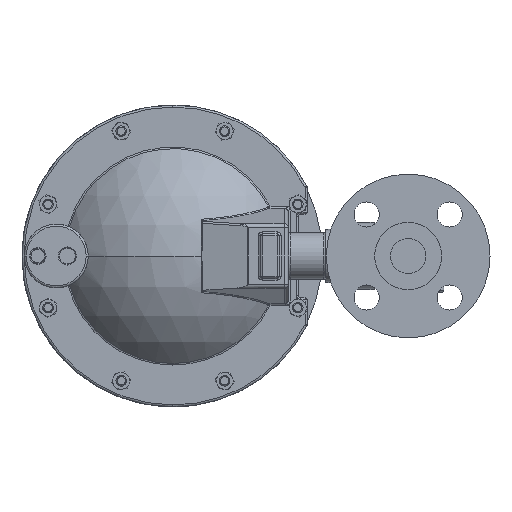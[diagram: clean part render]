
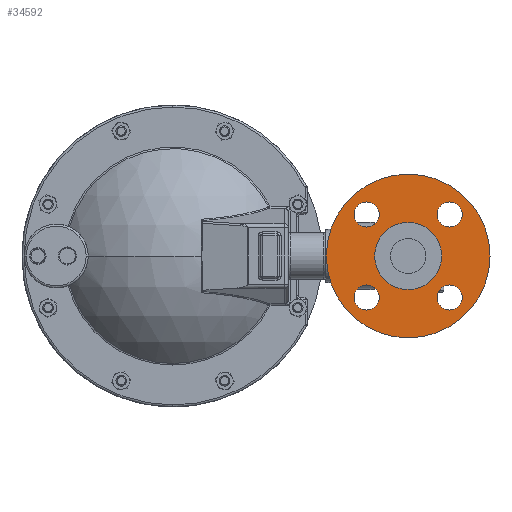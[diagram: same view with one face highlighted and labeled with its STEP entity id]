
A CAD part, left-side view. The second image highlights one B-rep face of the part: STEP entity #34592.
In plain terms, the highlighted planar face has unit normal (-1, 0, 0).
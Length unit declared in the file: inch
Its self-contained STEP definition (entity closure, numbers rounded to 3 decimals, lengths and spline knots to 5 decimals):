
#714 = CARTESIAN_POINT ( 'NONE',  ( -2.53353, 2.27691, 0.19737 ) ) ;
#981 = CARTESIAN_POINT ( 'NONE',  ( -2.53353, 1.03948, 3.87481 ) ) ;
#2092 = CARTESIAN_POINT ( 'NONE',  ( -2.53353, 3.51435, 4.24981 ) ) ;
#2187 = AXIS2_PLACEMENT_3D ( 'NONE', #34464, #20777, #53133 ) ;
#2287 = DIRECTION ( 'NONE',  ( 0., 0., 1. ) ) ;
#2641 = VERTEX_POINT ( 'NONE', #20725 ) ;
#2709 = DIRECTION ( 'NONE',  ( -1., 0., 0. ) ) ;
#3359 = DIRECTION ( 'NONE',  ( 0., -1., 0. ) ) ;
#3741 = CARTESIAN_POINT ( 'NONE',  ( -2.53353, 3.51435, 1.77493 ) ) ;
#3979 = CARTESIAN_POINT ( 'NONE',  ( -2.53353, 3.51435, 1.39993 ) ) ;
#4646 = AXIS2_PLACEMENT_3D ( 'NONE', #41759, #14091, #46425 ) ;
#5611 = DIRECTION ( 'NONE',  ( 0., -1., 0. ) ) ;
#5730 = AXIS2_PLACEMENT_3D ( 'NONE', #48169, #20468, #52842 ) ;
#6133 = AXIS2_PLACEMENT_3D ( 'NONE', #35110, #7536, #39786 ) ;
#6160 = AXIS2_PLACEMENT_3D ( 'NONE', #49282, #21581, #53935 ) ;
#7045 = CARTESIAN_POINT ( 'NONE',  ( -2.53353, 3.51435, 1.02493 ) ) ;
#7536 = DIRECTION ( 'NONE',  ( -1., 0., 0. ) ) ;
#8518 = ORIENTED_EDGE ( 'NONE', *, *, #46883, .F. ) ;
#8616 = DIRECTION ( 'NONE',  ( 0., 1., 0. ) ) ;
#8811 = ORIENTED_EDGE ( 'NONE', *, *, #34590, .T. ) ;
#9174 = FACE_BOUND ( 'NONE', #54441, .T. ) ;
#9245 = EDGE_CURVE ( 'NONE', #48683, #51718, #22169, .T. ) ;
#9679 = ORIENTED_EDGE ( 'NONE', *, *, #37694, .F. ) ;
#10016 = AXIS2_PLACEMENT_3D ( 'NONE', #22969, #55343, #27610 ) ;
#10636 = FACE_BOUND ( 'NONE', #19630, .T. ) ;
#10645 = EDGE_LOOP ( 'NONE', ( #8811, #59037 ) ) ;
#11636 = CIRCLE ( 'NONE', #49554, 0.375 ) ;
#12199 = EDGE_LOOP ( 'NONE', ( #17729, #43232 ) ) ;
#14091 = DIRECTION ( 'NONE',  ( -1., 0., 0. ) ) ;
#14793 = VERTEX_POINT ( 'NONE', #40793 ) ;
#15521 = CIRCLE ( 'NONE', #20419, 1. ) ;
#16117 = PLANE ( 'NONE',  #2187 ) ;
#16634 = AXIS2_PLACEMENT_3D ( 'NONE', #30265, #2709, #34900 ) ;
#17729 = ORIENTED_EDGE ( 'NONE', *, *, #24063, .F. ) ;
#17825 = CARTESIAN_POINT ( 'NONE',  ( -2.53353, 3.51435, 3.49981 ) ) ;
#17901 = CIRCLE ( 'NONE', #23789, 0.375 ) ;
#19104 = CIRCLE ( 'NONE', #10016, 0.375 ) ;
#19630 = EDGE_LOOP ( 'NONE', ( #9679, #35219 ) ) ;
#19963 = EDGE_CURVE ( 'NONE', #51269, #39948, #17901, .T. ) ;
#20343 = DIRECTION ( 'NONE',  ( -1., 0., 0. ) ) ;
#20419 = AXIS2_PLACEMENT_3D ( 'NONE', #48036, #20343, #52715 ) ;
#20468 = DIRECTION ( 'NONE',  ( -1., 0., 0. ) ) ;
#20527 = ORIENTED_EDGE ( 'NONE', *, *, #27593, .F. ) ;
#20725 = CARTESIAN_POINT ( 'NONE',  ( -2.53353, 2.27691, 3.63737 ) ) ;
#20777 = DIRECTION ( 'NONE',  ( 1., 0., 0. ) ) ;
#21425 = FACE_BOUND ( 'NONE', #29709, .T. ) ;
#21581 = DIRECTION ( 'NONE',  ( -1., 0., 0. ) ) ;
#22169 = CIRCLE ( 'NONE', #6133, 0.375 ) ;
#22936 = CARTESIAN_POINT ( 'NONE',  ( -2.53353, 3.51435, 3.87481 ) ) ;
#22969 = CARTESIAN_POINT ( 'NONE',  ( -2.53353, 1.03948, 1.39993 ) ) ;
#23378 = CARTESIAN_POINT ( 'NONE',  ( -2.53353, 1.03948, 3.49981 ) ) ;
#23789 = AXIS2_PLACEMENT_3D ( 'NONE', #3979, #36188, #8616 ) ;
#24063 = EDGE_CURVE ( 'NONE', #2641, #56466, #15521, .T. ) ;
#24545 = EDGE_CURVE ( 'NONE', #45037, #50672, #19104, .T. ) ;
#25338 = EDGE_CURVE ( 'NONE', #50672, #45037, #37097, .T. ) ;
#25638 = AXIS2_PLACEMENT_3D ( 'NONE', #981, #33181, #5611 ) ;
#26237 = CIRCLE ( 'NONE', #25638, 0.375 ) ;
#26536 = CARTESIAN_POINT ( 'NONE',  ( -2.53353, 1.03948, 1.77493 ) ) ;
#27291 = ORIENTED_EDGE ( 'NONE', *, *, #24545, .F. ) ;
#27570 = DIRECTION ( 'NONE',  ( 0., 0., 1. ) ) ;
#27593 = EDGE_CURVE ( 'NONE', #56297, #42291, #11636, .T. ) ;
#27610 = DIRECTION ( 'NONE',  ( 0., 0., -1. ) ) ;
#28745 = CARTESIAN_POINT ( 'NONE',  ( -2.53353, 1.03948, 1.02493 ) ) ;
#29709 = EDGE_LOOP ( 'NONE', ( #8518, #20527 ) ) ;
#29828 = DIRECTION ( 'NONE',  ( -1., 0., 0. ) ) ;
#30265 = CARTESIAN_POINT ( 'NONE',  ( -2.53353, 3.51435, 1.39993 ) ) ;
#30930 = DIRECTION ( 'NONE',  ( -1., 0., 0. ) ) ;
#32226 = FACE_OUTER_BOUND ( 'NONE', #10645, .T. ) ;
#32589 = EDGE_LOOP ( 'NONE', ( #42464, #55746 ) ) ;
#33181 = DIRECTION ( 'NONE',  ( -1., 0., 0. ) ) ;
#33182 = ORIENTED_EDGE ( 'NONE', *, *, #25338, .F. ) ;
#33664 = CIRCLE ( 'NONE', #49731, 2.44 ) ;
#34464 = CARTESIAN_POINT ( 'NONE',  ( -2.53353, 4.71691, 2.63737 ) ) ;
#34590 = EDGE_CURVE ( 'NONE', #14793, #57559, #33664, .T. ) ;
#34592 = ADVANCED_FACE ( 'NONE', ( #56868, #9174, #21425, #10636, #44611, #32226 ), #16117, .F. ) ;
#34900 = DIRECTION ( 'NONE',  ( 0., 1., 0. ) ) ;
#35110 = CARTESIAN_POINT ( 'NONE',  ( -2.53353, 3.51435, 3.87481 ) ) ;
#35219 = ORIENTED_EDGE ( 'NONE', *, *, #9245, .F. ) ;
#36188 = DIRECTION ( 'NONE',  ( -1., 0., 0. ) ) ;
#36386 = CIRCLE ( 'NONE', #49026, 0.375 ) ;
#36978 = CIRCLE ( 'NONE', #5730, 1. ) ;
#37097 = CIRCLE ( 'NONE', #4646, 0.375 ) ;
#37694 = EDGE_CURVE ( 'NONE', #51718, #48683, #36386, .T. ) ;
#39618 = CIRCLE ( 'NONE', #16634, 0.375 ) ;
#39786 = DIRECTION ( 'NONE',  ( 0., 0., 1. ) ) ;
#39948 = VERTEX_POINT ( 'NONE', #3741 ) ;
#40793 = CARTESIAN_POINT ( 'NONE',  ( -2.53353, 2.27691, 5.07737 ) ) ;
#41759 = CARTESIAN_POINT ( 'NONE',  ( -2.53353, 1.03948, 1.39993 ) ) ;
#42291 = VERTEX_POINT ( 'NONE', #52735 ) ;
#42464 = ORIENTED_EDGE ( 'NONE', *, *, #55195, .F. ) ;
#43232 = ORIENTED_EDGE ( 'NONE', *, *, #49520, .F. ) ;
#44611 = FACE_BOUND ( 'NONE', #12199, .T. ) ;
#44915 = CIRCLE ( 'NONE', #6160, 2.44 ) ;
#45037 = VERTEX_POINT ( 'NONE', #26536 ) ;
#46425 = DIRECTION ( 'NONE',  ( 0., 0., -1. ) ) ;
#46883 = EDGE_CURVE ( 'NONE', #42291, #56297, #26237, .T. ) ;
#48036 = CARTESIAN_POINT ( 'NONE',  ( -2.53353, 2.27691, 2.63737 ) ) ;
#48169 = CARTESIAN_POINT ( 'NONE',  ( -2.53353, 2.27691, 2.63737 ) ) ;
#48683 = VERTEX_POINT ( 'NONE', #17825 ) ;
#49026 = AXIS2_PLACEMENT_3D ( 'NONE', #22936, #55301, #27570 ) ;
#49282 = CARTESIAN_POINT ( 'NONE',  ( -2.53353, 2.27691, 2.63737 ) ) ;
#49520 = EDGE_CURVE ( 'NONE', #56466, #2641, #36978, .T. ) ;
#49554 = AXIS2_PLACEMENT_3D ( 'NONE', #58650, #30930, #3359 ) ;
#49731 = AXIS2_PLACEMENT_3D ( 'NONE', #57551, #29828, #2287 ) ;
#50672 = VERTEX_POINT ( 'NONE', #28745 ) ;
#51269 = VERTEX_POINT ( 'NONE', #7045 ) ;
#51718 = VERTEX_POINT ( 'NONE', #2092 ) ;
#51848 = EDGE_CURVE ( 'NONE', #57559, #14793, #44915, .T. ) ;
#52321 = CARTESIAN_POINT ( 'NONE',  ( -2.53353, 2.27691, 1.63737 ) ) ;
#52715 = DIRECTION ( 'NONE',  ( 0., 0., 1. ) ) ;
#52735 = CARTESIAN_POINT ( 'NONE',  ( -2.53353, 1.03948, 4.24981 ) ) ;
#52842 = DIRECTION ( 'NONE',  ( 0., 0., 1. ) ) ;
#53133 = DIRECTION ( 'NONE',  ( 0., 0., -1. ) ) ;
#53935 = DIRECTION ( 'NONE',  ( 0., 0., 1. ) ) ;
#54441 = EDGE_LOOP ( 'NONE', ( #27291, #33182 ) ) ;
#55195 = EDGE_CURVE ( 'NONE', #39948, #51269, #39618, .T. ) ;
#55301 = DIRECTION ( 'NONE',  ( -1., 0., 0. ) ) ;
#55343 = DIRECTION ( 'NONE',  ( -1., 0., 0. ) ) ;
#55746 = ORIENTED_EDGE ( 'NONE', *, *, #19963, .F. ) ;
#56297 = VERTEX_POINT ( 'NONE', #23378 ) ;
#56466 = VERTEX_POINT ( 'NONE', #52321 ) ;
#56868 = FACE_BOUND ( 'NONE', #32589, .T. ) ;
#57551 = CARTESIAN_POINT ( 'NONE',  ( -2.53353, 2.27691, 2.63737 ) ) ;
#57559 = VERTEX_POINT ( 'NONE', #714 ) ;
#58650 = CARTESIAN_POINT ( 'NONE',  ( -2.53353, 1.03948, 3.87481 ) ) ;
#59037 = ORIENTED_EDGE ( 'NONE', *, *, #51848, .T. ) ;
